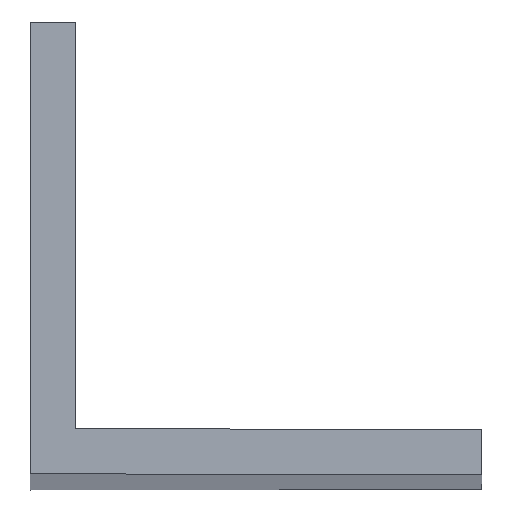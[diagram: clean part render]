
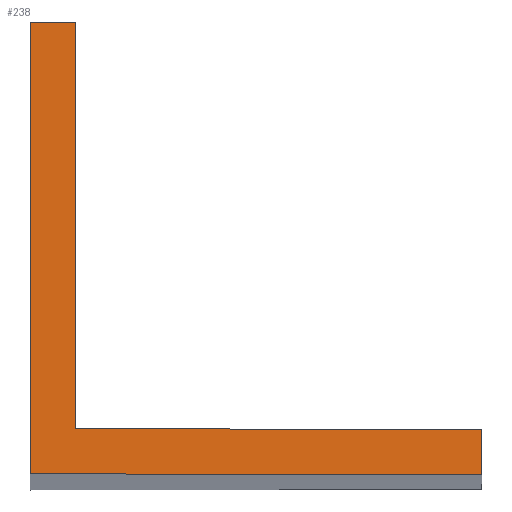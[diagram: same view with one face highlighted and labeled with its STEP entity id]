
A CAD part, top view. The second image highlights one B-rep face of the part: STEP entity #238.
In plain terms, the highlighted planar face has unit normal (0.707, 0, 0.707).
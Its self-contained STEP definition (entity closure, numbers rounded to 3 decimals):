
#4 = EDGE_CURVE ( 'NONE', #134, #113, #297, .T. ) ;
#5 = LINE ( 'NONE', #183, #199 ) ;
#7 = DIRECTION ( 'NONE',  ( 0., 1., 0. ) ) ;
#19 = ORIENTED_EDGE ( 'NONE', *, *, #243, .T. ) ;
#30 = LINE ( 'NONE', #118, #152 ) ;
#32 = DIRECTION ( 'NONE',  ( -0.707, 0., 0.707 ) ) ;
#33 = FACE_OUTER_BOUND ( 'NONE', #147, .T. ) ;
#38 = CARTESIAN_POINT ( 'NONE',  ( 0., 0., 410. ) ) ;
#52 = ORIENTED_EDGE ( 'NONE', *, *, #176, .T. ) ;
#53 = VECTOR ( 'NONE', #215, 1000. ) ;
#58 = CARTESIAN_POINT ( 'NONE',  ( 0., 0., 410. ) ) ;
#63 = PLANE ( 'NONE',  #185 ) ;
#79 = LINE ( 'NONE', #242, #53 ) ;
#87 = VECTOR ( 'NONE', #258, 1000. ) ;
#90 = ORIENTED_EDGE ( 'NONE', *, *, #4, .T. ) ;
#97 = CARTESIAN_POINT ( 'NONE',  ( 2., 2., 408. ) ) ;
#98 = DIRECTION ( 'NONE',  ( 0.707, 0., -0.707 ) ) ;
#102 = VECTOR ( 'NONE', #110, 1000. ) ;
#105 = LINE ( 'NONE', #193, #283 ) ;
#108 = VERTEX_POINT ( 'NONE', #282 ) ;
#110 = DIRECTION ( 'NONE',  ( 0., -1., 0. ) ) ;
#113 = VERTEX_POINT ( 'NONE', #117 ) ;
#117 = CARTESIAN_POINT ( 'NONE',  ( 0., 0., 410. ) ) ;
#118 = CARTESIAN_POINT ( 'NONE',  ( 0., 20., 410. ) ) ;
#122 = EDGE_CURVE ( 'NONE', #156, #192, #5, .T. ) ;
#134 = VERTEX_POINT ( 'NONE', #141 ) ;
#141 = CARTESIAN_POINT ( 'NONE',  ( 0., 20., 410. ) ) ;
#146 = DIRECTION ( 'NONE',  ( -0.707, 0., 0.707 ) ) ;
#147 = EDGE_LOOP ( 'NONE', ( #155, #52, #90, #267, #19, #219 ) ) ;
#152 = VECTOR ( 'NONE', #32, 1000. ) ;
#155 = ORIENTED_EDGE ( 'NONE', *, *, #251, .F. ) ;
#156 = VERTEX_POINT ( 'NONE', #97 ) ;
#167 = EDGE_CURVE ( 'NONE', #222, #113, #257, .T. ) ;
#176 = EDGE_CURVE ( 'NONE', #108, #134, #30, .T. ) ;
#183 = CARTESIAN_POINT ( 'NONE',  ( 10., 2., 400. ) ) ;
#185 = AXIS2_PLACEMENT_3D ( 'NONE', #38, #237, #146 ) ;
#192 = VERTEX_POINT ( 'NONE', #211 ) ;
#193 = CARTESIAN_POINT ( 'NONE',  ( 20., 0., 390. ) ) ;
#199 = VECTOR ( 'NONE', #98, 1000. ) ;
#211 = CARTESIAN_POINT ( 'NONE',  ( 20., 2., 390. ) ) ;
#215 = DIRECTION ( 'NONE',  ( 0., -1., 0. ) ) ;
#219 = ORIENTED_EDGE ( 'NONE', *, *, #122, .F. ) ;
#222 = VERTEX_POINT ( 'NONE', #263 ) ;
#225 = CARTESIAN_POINT ( 'NONE',  ( 0., 20., 410. ) ) ;
#237 = DIRECTION ( 'NONE',  ( -0.707, 0., -0.707 ) ) ;
#238 = ADVANCED_FACE ( 'NONE', ( #33 ), #63, .F. ) ;
#242 = CARTESIAN_POINT ( 'NONE',  ( 2., 2., 408. ) ) ;
#243 = EDGE_CURVE ( 'NONE', #222, #192, #105, .T. ) ;
#251 = EDGE_CURVE ( 'NONE', #108, #156, #79, .T. ) ;
#257 = LINE ( 'NONE', #58, #87 ) ;
#258 = DIRECTION ( 'NONE',  ( -0.707, 0., 0.707 ) ) ;
#263 = CARTESIAN_POINT ( 'NONE',  ( 20., 0., 390. ) ) ;
#267 = ORIENTED_EDGE ( 'NONE', *, *, #167, .F. ) ;
#282 = CARTESIAN_POINT ( 'NONE',  ( 2., 20., 408. ) ) ;
#283 = VECTOR ( 'NONE', #7, 1000. ) ;
#297 = LINE ( 'NONE', #225, #102 ) ;
